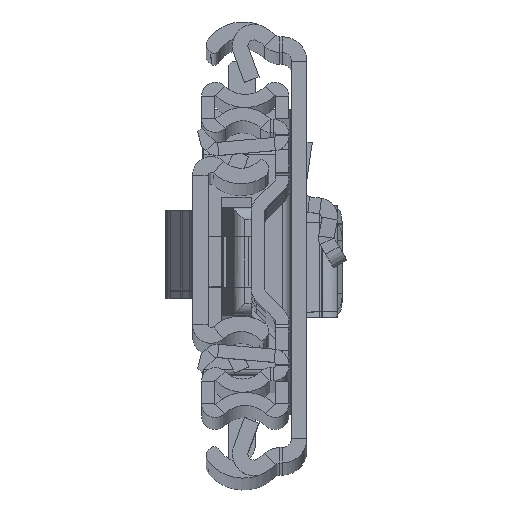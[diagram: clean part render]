
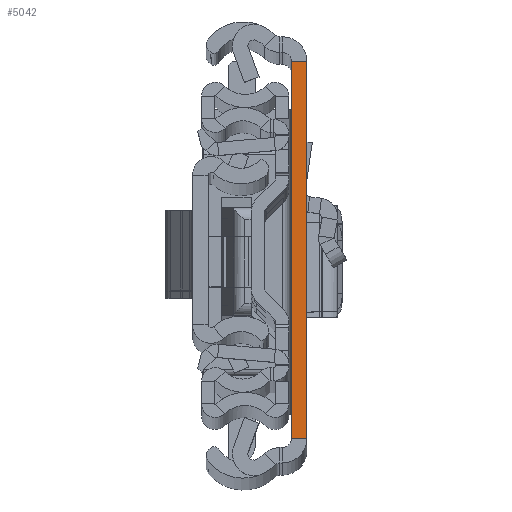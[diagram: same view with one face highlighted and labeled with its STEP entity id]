
A CAD part, top view. The second image highlights one B-rep face of the part: STEP entity #5042.
In plain terms, the highlighted planar face has unit normal (0, 0, 1).
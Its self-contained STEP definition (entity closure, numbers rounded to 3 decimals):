
#111 = CARTESIAN_POINT ( 'NONE',  ( 2.6, 31.5, 0. ) ) ;
#231 = LINE ( 'NONE', #1709, #4935 ) ;
#1114 = VECTOR ( 'NONE', #10509, 1000. ) ;
#1219 = LINE ( 'NONE', #14860, #3832 ) ;
#1709 = CARTESIAN_POINT ( 'NONE',  ( 2.6, -31.5, 0. ) ) ;
#2649 = PLANE ( 'NONE',  #11999 ) ;
#3832 = VECTOR ( 'NONE', #16039, 1000. ) ;
#4935 = VECTOR ( 'NONE', #16748, 1000. ) ;
#5042 = ADVANCED_FACE ( 'NONE', ( #13113 ), #2649, .F. ) ;
#5571 = EDGE_LOOP ( 'NONE', ( #8940, #15887, #14082, #10686 ) ) ;
#5770 = CARTESIAN_POINT ( 'NONE',  ( 2.6, -31.5, 0. ) ) ;
#6945 = EDGE_CURVE ( 'NONE', #9243, #8677, #9321, .T. ) ;
#7094 = CARTESIAN_POINT ( 'NONE',  ( 2.6, 31.5, 0. ) ) ;
#7170 = VERTEX_POINT ( 'NONE', #5770 ) ;
#7196 = DIRECTION ( 'NONE',  ( 0., 0., -1. ) ) ;
#7296 = DIRECTION ( 'NONE',  ( 0., 1., 0. ) ) ;
#7376 = DIRECTION ( 'NONE',  ( 0., 1., 0. ) ) ;
#8572 = CARTESIAN_POINT ( 'NONE',  ( 2.6, -31.5, 0. ) ) ;
#8677 = VERTEX_POINT ( 'NONE', #14437 ) ;
#8940 = ORIENTED_EDGE ( 'NONE', *, *, #9736, .F. ) ;
#9243 = VERTEX_POINT ( 'NONE', #13072 ) ;
#9321 = LINE ( 'NONE', #15342, #11123 ) ;
#9387 = EDGE_CURVE ( 'NONE', #9243, #7170, #231, .T. ) ;
#9736 = EDGE_CURVE ( 'NONE', #8677, #11877, #13654, .T. ) ;
#10509 = DIRECTION ( 'NONE',  ( 1., 0., 0. ) ) ;
#10686 = ORIENTED_EDGE ( 'NONE', *, *, #16553, .T. ) ;
#11123 = VECTOR ( 'NONE', #7376, 1000. ) ;
#11877 = VERTEX_POINT ( 'NONE', #7094 ) ;
#11999 = AXIS2_PLACEMENT_3D ( 'NONE', #8572, #7196, #7296 ) ;
#13072 = CARTESIAN_POINT ( 'NONE',  ( 0., -31.5, 0. ) ) ;
#13113 = FACE_OUTER_BOUND ( 'NONE', #5571, .T. ) ;
#13654 = LINE ( 'NONE', #111, #1114 ) ;
#14082 = ORIENTED_EDGE ( 'NONE', *, *, #9387, .T. ) ;
#14437 = CARTESIAN_POINT ( 'NONE',  ( 0., 31.5, 0. ) ) ;
#14860 = CARTESIAN_POINT ( 'NONE',  ( 2.6, -31.5, 0. ) ) ;
#15342 = CARTESIAN_POINT ( 'NONE',  ( 0., -31.5, 0. ) ) ;
#15887 = ORIENTED_EDGE ( 'NONE', *, *, #6945, .F. ) ;
#16039 = DIRECTION ( 'NONE',  ( 0., 1., 0. ) ) ;
#16553 = EDGE_CURVE ( 'NONE', #7170, #11877, #1219, .T. ) ;
#16748 = DIRECTION ( 'NONE',  ( 1., 0., 0. ) ) ;
